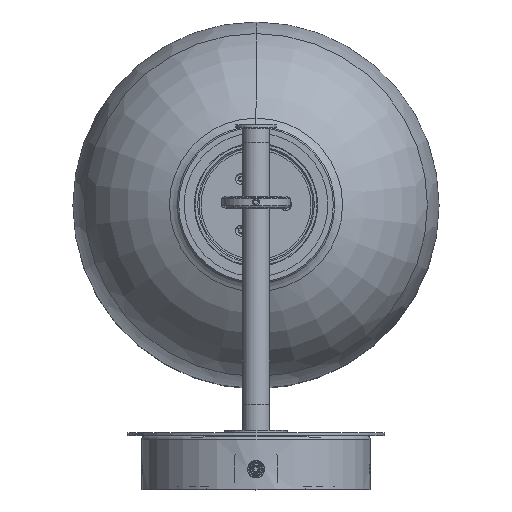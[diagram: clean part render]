
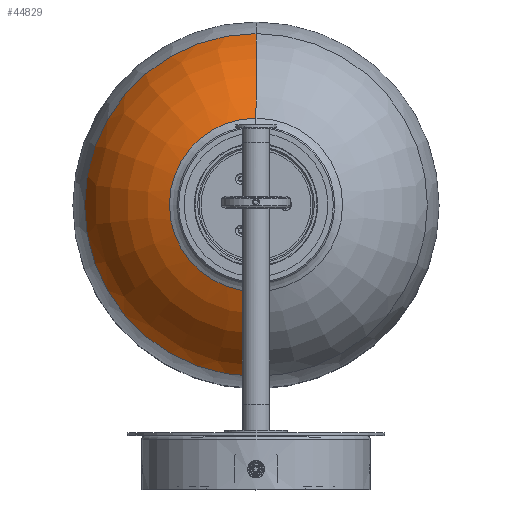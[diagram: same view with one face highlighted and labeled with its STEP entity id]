
A CAD part, top view. The second image highlights one B-rep face of the part: STEP entity #44829.
In plain terms, the highlighted toroidal (fillet/blend) face has major radius 24.599 mm and minor radius 108.5 mm.
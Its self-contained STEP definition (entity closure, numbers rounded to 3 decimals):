
#3308 = ORIENTED_EDGE ( 'NONE', *, *, #11987, .T. ) ;
#4617 = VERTEX_POINT ( 'NONE', #26169 ) ;
#7127 = CARTESIAN_POINT ( 'NONE',  ( 0., 145., 24.599 ) ) ;
#7600 = ORIENTED_EDGE ( 'NONE', *, *, #44166, .F. ) ;
#8217 = DIRECTION ( 'NONE',  ( 0., 1., 0. ) ) ;
#9884 = AXIS2_PLACEMENT_3D ( 'NONE', #7127, #65975, #15589 ) ;
#11674 = ORIENTED_EDGE ( 'NONE', *, *, #13919, .T. ) ;
#11987 = EDGE_CURVE ( 'NONE', #46615, #80213, #64862, .T. ) ;
#13919 = EDGE_CURVE ( 'NONE', #80213, #102397, #81919, .T. ) ;
#15589 = DIRECTION ( 'NONE',  ( 0., 0., 1. ) ) ;
#16153 = DIRECTION ( 'NONE',  ( 1., 0., 0. ) ) ;
#16420 = EDGE_CURVE ( 'NONE', #4617, #102397, #81818, .T. ) ;
#18490 = FACE_OUTER_BOUND ( 'NONE', #86011, .T. ) ;
#21332 = DIRECTION ( 'NONE',  ( 0., 1., 0. ) ) ;
#26169 = CARTESIAN_POINT ( 'NONE',  ( 0., 246.151, 63.85 ) ) ;
#42745 = AXIS2_PLACEMENT_3D ( 'NONE', #58579, #8217, #67059 ) ;
#43805 = DIRECTION ( 'NONE',  ( 0., 1., 0. ) ) ;
#44166 = EDGE_CURVE ( 'NONE', #46615, #4617, #76430, .T. ) ;
#44829 = ADVANCED_FACE ( 'NONE', ( #18490 ), #108053, .T. ) ;
#45987 = DIRECTION ( 'NONE',  ( 0., 0., 1. ) ) ;
#46615 = VERTEX_POINT ( 'NONE', #80975 ) ;
#57166 = CARTESIAN_POINT ( 'NONE',  ( 0., 182.706, -126.336 ) ) ;
#58579 = CARTESIAN_POINT ( 'NONE',  ( 0., 246.151, 0. ) ) ;
#58774 = AXIS2_PLACEMENT_3D ( 'NONE', #71726, #21332, #80199 ) ;
#64862 = CIRCLE ( 'NONE', #58774, 126.336 ) ;
#65975 = DIRECTION ( 'NONE',  ( -1., 0., 0. ) ) ;
#66517 = CARTESIAN_POINT ( 'NONE',  ( 0., 145., -24.599 ) ) ;
#67059 = DIRECTION ( 'NONE',  ( 0., 0., 1. ) ) ;
#71726 = CARTESIAN_POINT ( 'NONE',  ( 0., 182.706, 0. ) ) ;
#75016 = DIRECTION ( 'NONE',  ( 0., 0., -1. ) ) ;
#76430 = CIRCLE ( 'NONE', #9884, 108.5 ) ;
#80199 = DIRECTION ( 'NONE',  ( 0., 0., 1. ) ) ;
#80213 = VERTEX_POINT ( 'NONE', #57166 ) ;
#80975 = CARTESIAN_POINT ( 'NONE',  ( 0., 182.706, 126.336 ) ) ;
#81818 = CIRCLE ( 'NONE', #42745, 63.85 ) ;
#81919 = CIRCLE ( 'NONE', #99793, 108.5 ) ;
#85759 = CARTESIAN_POINT ( 'NONE',  ( 0., 246.151, -63.85 ) ) ;
#86011 = EDGE_LOOP ( 'NONE', ( #3308, #11674, #100056, #7600 ) ) ;
#96385 = CARTESIAN_POINT ( 'NONE',  ( 0., 145., 0. ) ) ;
#99793 = AXIS2_PLACEMENT_3D ( 'NONE', #66517, #16153, #75016 ) ;
#100056 = ORIENTED_EDGE ( 'NONE', *, *, #16420, .F. ) ;
#100153 = AXIS2_PLACEMENT_3D ( 'NONE', #96385, #43805, #45987 ) ;
#102397 = VERTEX_POINT ( 'NONE', #85759 ) ;
#108053 = TOROIDAL_SURFACE ( 'NONE', #100153, 24.599, 108.5 ) ;
